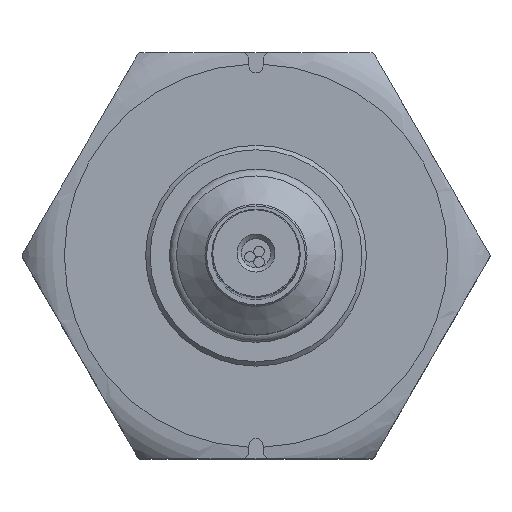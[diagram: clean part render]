
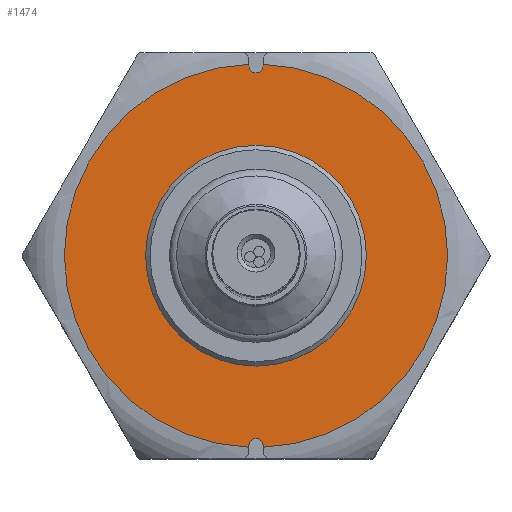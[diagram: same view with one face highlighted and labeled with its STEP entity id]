
A CAD part, top view. The second image highlights one B-rep face of the part: STEP entity #1474.
In plain terms, the highlighted planar face has unit normal (0, 0, 1).
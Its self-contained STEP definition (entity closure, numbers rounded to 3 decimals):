
#1 = AXIS2_PLACEMENT_3D ( 'NONE', #2992, #1917, #3378 ) ;
#66 = CIRCLE ( 'NONE', #3238, 21.7 ) ;
#69 = DIRECTION ( 'NONE',  ( 0., 0., -1. ) ) ;
#84 = DIRECTION ( 'NONE',  ( 0., -1., 0. ) ) ;
#129 = CARTESIAN_POINT ( 'NONE',  ( -0.8, 21.5, 4.7 ) ) ;
#271 = ORIENTED_EDGE ( 'NONE', *, *, #706, .F. ) ;
#419 = DIRECTION ( 'NONE',  ( 0., 0., 1. ) ) ;
#427 = LINE ( 'NONE', #1715, #2594 ) ;
#435 = CARTESIAN_POINT ( 'NONE',  ( -0.8, -26.5, 4.7 ) ) ;
#445 = ORIENTED_EDGE ( 'NONE', *, *, #1884, .F. ) ;
#509 = CARTESIAN_POINT ( 'NONE',  ( 0.8, 21.5, 4.7 ) ) ;
#514 = DIRECTION ( 'NONE',  ( -1., 0., 0. ) ) ;
#598 = CIRCLE ( 'NONE', #2129, 21.7 ) ;
#706 = EDGE_CURVE ( 'NONE', #1841, #1169, #4092, .T. ) ;
#829 = CARTESIAN_POINT ( 'NONE',  ( 0., 0., 4.7 ) ) ;
#841 = LINE ( 'NONE', #4235, #2699 ) ;
#1024 = VECTOR ( 'NONE', #3144, 1000. ) ;
#1040 = DIRECTION ( 'NONE',  ( 0., 1., 0. ) ) ;
#1113 = VERTEX_POINT ( 'NONE', #1445 ) ;
#1169 = VERTEX_POINT ( 'NONE', #2361 ) ;
#1213 = ORIENTED_EDGE ( 'NONE', *, *, #2046, .F. ) ;
#1258 = VERTEX_POINT ( 'NONE', #2110 ) ;
#1343 = EDGE_CURVE ( 'NONE', #4310, #1258, #3272, .T. ) ;
#1445 = CARTESIAN_POINT ( 'NONE',  ( -0.8, 21.685, 4.7 ) ) ;
#1474 = ADVANCED_FACE ( 'NONE', ( #2366, #4075 ), #4130, .T. ) ;
#1545 = DIRECTION ( 'NONE',  ( -1., 0., 0. ) ) ;
#1633 = EDGE_CURVE ( 'NONE', #3748, #3883, #841, .T. ) ;
#1685 = CARTESIAN_POINT ( 'NONE',  ( 0.8, -21.685, 4.7 ) ) ;
#1715 = CARTESIAN_POINT ( 'NONE',  ( -0.8, 26.5, 4.7 ) ) ;
#1728 = EDGE_CURVE ( 'NONE', #1113, #1958, #427, .T. ) ;
#1762 = DIRECTION ( 'NONE',  ( 0., -1., 0. ) ) ;
#1841 = VERTEX_POINT ( 'NONE', #3201 ) ;
#1884 = EDGE_CURVE ( 'NONE', #1169, #1113, #598, .T. ) ;
#1917 = DIRECTION ( 'NONE',  ( 0., 0., 1. ) ) ;
#1958 = VERTEX_POINT ( 'NONE', #129 ) ;
#1974 = EDGE_LOOP ( 'NONE', ( #4544 ) ) ;
#2046 = EDGE_CURVE ( 'NONE', #3883, #4310, #66, .T. ) ;
#2110 = CARTESIAN_POINT ( 'NONE',  ( 0.8, -21.5, 4.7 ) ) ;
#2129 = AXIS2_PLACEMENT_3D ( 'NONE', #829, #69, #1545 ) ;
#2158 = ORIENTED_EDGE ( 'NONE', *, *, #1633, .F. ) ;
#2257 = AXIS2_PLACEMENT_3D ( 'NONE', #4330, #3187, #4673 ) ;
#2361 = CARTESIAN_POINT ( 'NONE',  ( -0.8, -21.685, 4.7 ) ) ;
#2366 = FACE_OUTER_BOUND ( 'NONE', #3859, .T. ) ;
#2367 = DIRECTION ( 'NONE',  ( -1., 0., 0. ) ) ;
#2416 = CARTESIAN_POINT ( 'NONE',  ( 0., 0., 4.7 ) ) ;
#2452 = VERTEX_POINT ( 'NONE', #3560 ) ;
#2594 = VECTOR ( 'NONE', #1762, 1000. ) ;
#2620 = CARTESIAN_POINT ( 'NONE',  ( 0., 21.5, 4.7 ) ) ;
#2691 = CIRCLE ( 'NONE', #3660, 12.5 ) ;
#2699 = VECTOR ( 'NONE', #1040, 1000. ) ;
#2750 = CARTESIAN_POINT ( 'NONE',  ( 0., 0., 4.7 ) ) ;
#2868 = CARTESIAN_POINT ( 'NONE',  ( 0.8, -26.5, 4.7 ) ) ;
#2992 = CARTESIAN_POINT ( 'NONE',  ( 12.5, 0., 4.7 ) ) ;
#3071 = DIRECTION ( 'NONE',  ( 0., 0., -1. ) ) ;
#3097 = VECTOR ( 'NONE', #84, 1000. ) ;
#3136 = ORIENTED_EDGE ( 'NONE', *, *, #3369, .F. ) ;
#3144 = DIRECTION ( 'NONE',  ( 0., 1., 0. ) ) ;
#3187 = DIRECTION ( 'NONE',  ( 0., 0., 1. ) ) ;
#3201 = CARTESIAN_POINT ( 'NONE',  ( -0.8, -21.5, 4.7 ) ) ;
#3238 = AXIS2_PLACEMENT_3D ( 'NONE', #2416, #3071, #2367 ) ;
#3272 = LINE ( 'NONE', #2868, #1024 ) ;
#3354 = ORIENTED_EDGE ( 'NONE', *, *, #1343, .F. ) ;
#3369 = EDGE_CURVE ( 'NONE', #1258, #1841, #3373, .T. ) ;
#3373 = CIRCLE ( 'NONE', #2257, 0.8 ) ;
#3378 = DIRECTION ( 'NONE',  ( 1., 0., 0. ) ) ;
#3422 = DIRECTION ( 'NONE',  ( 0., 0., -1. ) ) ;
#3470 = AXIS2_PLACEMENT_3D ( 'NONE', #2620, #419, #4744 ) ;
#3541 = CIRCLE ( 'NONE', #3470, 0.8 ) ;
#3560 = CARTESIAN_POINT ( 'NONE',  ( -12.5, 0., 4.7 ) ) ;
#3660 = AXIS2_PLACEMENT_3D ( 'NONE', #2750, #3422, #514 ) ;
#3748 = VERTEX_POINT ( 'NONE', #509 ) ;
#3858 = CARTESIAN_POINT ( 'NONE',  ( 0.8, 21.685, 4.7 ) ) ;
#3859 = EDGE_LOOP ( 'NONE', ( #271, #3136, #3354, #1213, #2158, #4669, #4532, #445 ) ) ;
#3883 = VERTEX_POINT ( 'NONE', #3858 ) ;
#4075 = FACE_BOUND ( 'NONE', #1974, .T. ) ;
#4092 = LINE ( 'NONE', #435, #3097 ) ;
#4130 = PLANE ( 'NONE',  #1 ) ;
#4235 = CARTESIAN_POINT ( 'NONE',  ( 0.8, 26.5, 4.7 ) ) ;
#4302 = EDGE_CURVE ( 'NONE', #2452, #2452, #2691, .T. ) ;
#4310 = VERTEX_POINT ( 'NONE', #1685 ) ;
#4330 = CARTESIAN_POINT ( 'NONE',  ( 0., -21.5, 4.7 ) ) ;
#4487 = EDGE_CURVE ( 'NONE', #1958, #3748, #3541, .T. ) ;
#4532 = ORIENTED_EDGE ( 'NONE', *, *, #1728, .F. ) ;
#4544 = ORIENTED_EDGE ( 'NONE', *, *, #4302, .T. ) ;
#4669 = ORIENTED_EDGE ( 'NONE', *, *, #4487, .F. ) ;
#4673 = DIRECTION ( 'NONE',  ( 1., 0., 0. ) ) ;
#4744 = DIRECTION ( 'NONE',  ( 1., 0., 0. ) ) ;
